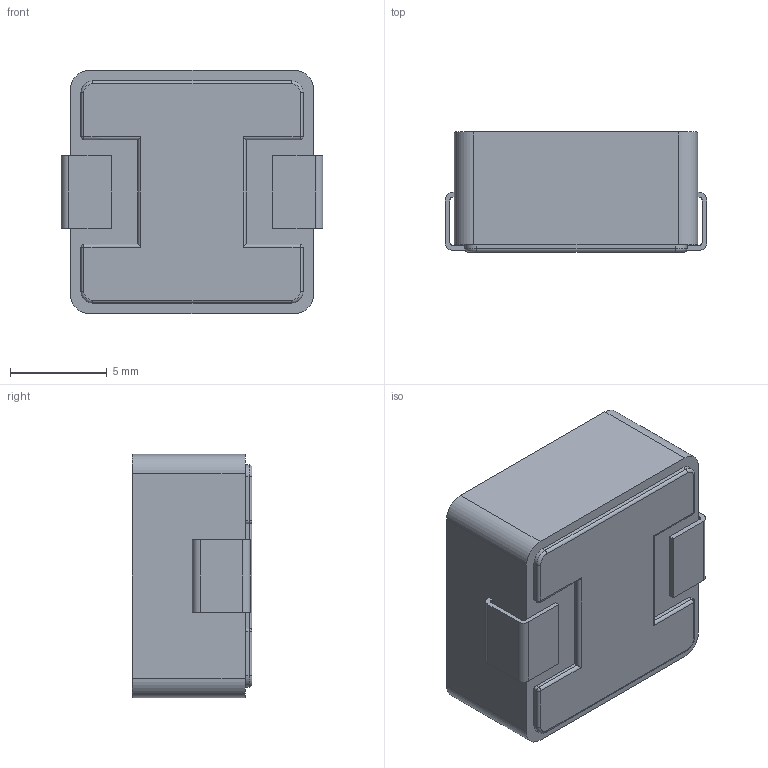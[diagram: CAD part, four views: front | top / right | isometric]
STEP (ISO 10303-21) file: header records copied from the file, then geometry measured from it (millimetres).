
FILE_DESCRIPTION (( 'STEP AP214' ), '1' );
FILE_NAME ('PSM1365 Series SMD Molding inductor.STEP', '2023-12-17T09:56:34', ( '微软用户' ), ( '微软中国' ), 'SwSTEP 2.0', 'SolidWorks 2018', '' );
FILE_SCHEMA (( 'AUTOMOTIVE_DESIGN' ));
Length unit declared in the file: millimetre
Products named in the file (1): PSM1365 Series SMD Molding inductor
Bounding box: 13.56 x 6.21 x 12.6 mm (x, y, z)
Volume: 968.6 mm3; surface area: 703 mm2
Topology: 1 solids, 1 shells, 193 faces, 514 edges, 332 vertices
Faces by surface type: plane 87, bspline 66, cylinder 32, torus 4, sphere 4
Entity records: 10787 total; most frequent: CARTESIAN_POINT 4642, ORIENTED_EDGE 1020, DIRECTION 690, EDGE_CURVE 510, VERTEX_POINT 332, LINE 314, VECTOR 314, EDGE_LOOP 206
